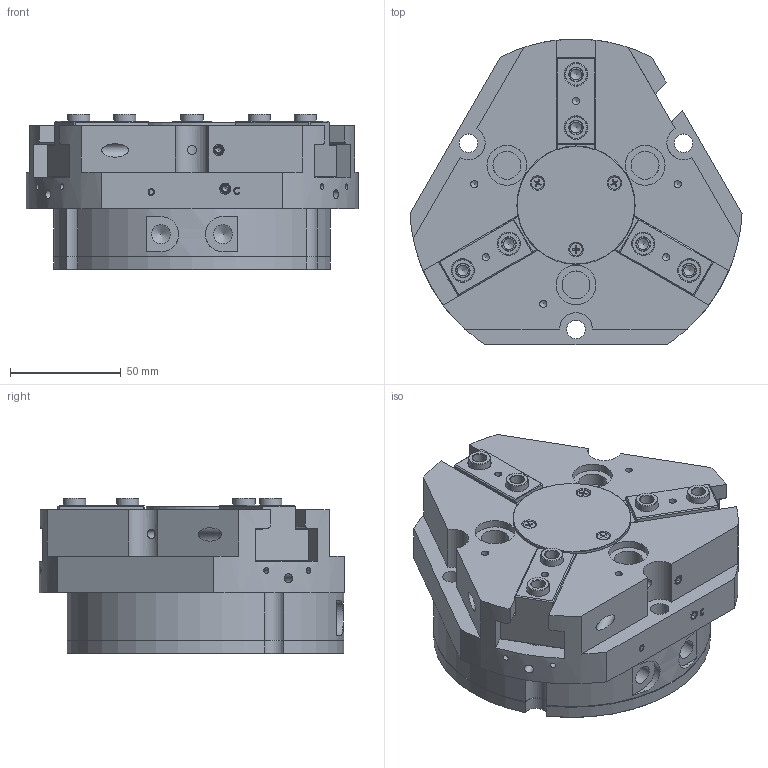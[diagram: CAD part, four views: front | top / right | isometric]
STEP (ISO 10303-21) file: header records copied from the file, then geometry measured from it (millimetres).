
FILE_DESCRIPTION(/* description */ (''),/* implementation_level */ '2;1');
FILE_NAME(/* name */ 'PZP-125-C1.stp',/* time_stamp */ '2019-06-05T09:55:00+02:00',/* author */ ('Tecnico'),/* organization */ ('OMIL'),/* preprocessor_version */ 'ST-DEVELOPER v17',/* originating_system */ 'Autodesk Inventor 2019',/* authorisation */ '');
FILE_SCHEMA (('AUTOMOTIVE_DESIGN { 1 0 10303 214 3 1 1 }'));
Length unit declared in the file: millimetre
Products named in the file (9): PZP-125-C1; PZP-125-CORPO-CLIENTE; PZP-125-FONDELLO-CLIENTE; DIN 7991 - M5x10; PZP-125-COPERCHIO-CLIENTE; DIN EN ISO 7046-1 - M3 x 6 - 4.8 - H; PZP-125 GRIFFA C1 (OPP-125_PGP-125)-CLIENTE; DIN 913 - M5 x 5; BOCCOLA 10H7L7
Assembly tree (27 placements, depth 2):
  PZP-125-C1
    PZP-125-CORPO-CLIENTE
    PZP-125-FONDELLO-CLIENTE
    DIN 7991 - M5x10  x8
    DIN 913 - M5 x 5  x4
    PZP-125-COPERCHIO-CLIENTE
    DIN EN ISO 7046-1 - M3 x 6 - 4.8 - H  x3
    PZP-125 GRIFFA C1 (OPP-125_PGP-125)-CLIENTE  x3
    BOCCOLA 10H7L7  x6
Bounding box: 149.81 x 138 x 70.1 mm (x, y, z)
Volume: 820816.1 mm3; surface area: 149013.4 mm2
Topology: 27 solids, 27 shells, 751 faces, 2029 edges, 1364 vertices
Faces by surface type: plane 364, cylinder 169, cone 165, bspline 30, torus 23
Full cylindrical faces by diameter (mm): 2.459 x9, 2.693 x3, 3 x3, 3.2 x3, 3.242 x6, 4 x3, 4.134 x18, 4.917 x6, 5 x12, 5.5 x11, 6 x9, 6.2 x6, 6.5 x2, 8.376 x3, 8.5 x3, 8.566 x2, 9 x3, 10 x20, 10.5 x3, 12.6 x3, 18 x3, 53.4 x1, 90 x1
Entity records: 14743 total; most frequent: CARTESIAN_POINT 3629, DIRECTION 2232, ORIENTED_EDGE 2206, EDGE_CURVE 1103, AXIS2_PLACEMENT_3D 861, VERTEX_POINT 770, EDGE_LOOP 529, LINE 510
